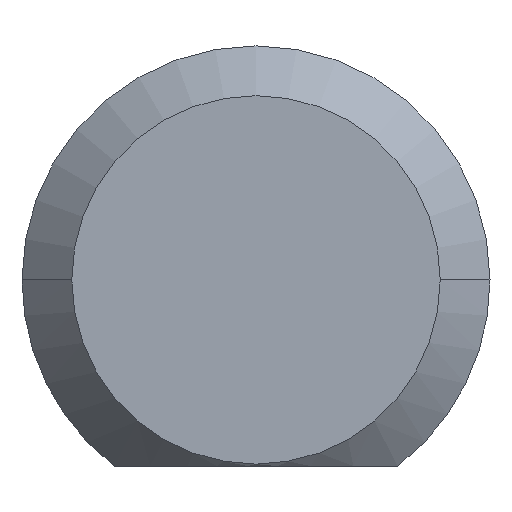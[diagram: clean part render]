
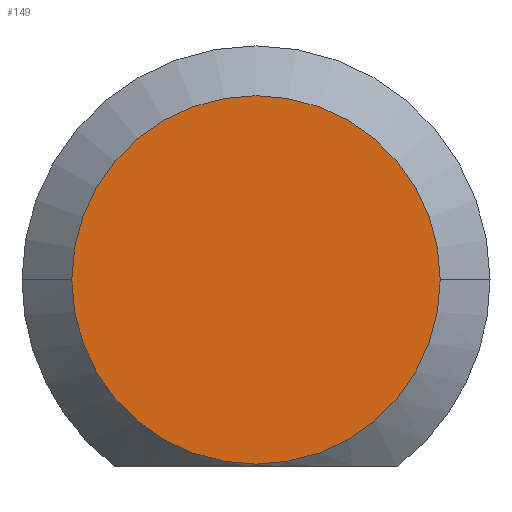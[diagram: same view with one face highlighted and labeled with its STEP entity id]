
A CAD part, front view. The second image highlights one B-rep face of the part: STEP entity #149.
In plain terms, the highlighted planar face has unit normal (0, -1, 0).
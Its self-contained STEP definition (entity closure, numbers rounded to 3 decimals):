
#17=PLANE('',#167);
#27=FACE_OUTER_BOUND('',#37,.T.);
#37=EDGE_LOOP('',(#117,#118));
#64=CIRCLE('',#166,1.85);
#65=CIRCLE('',#168,1.85);
#77=VERTEX_POINT('',#250);
#78=VERTEX_POINT('',#251);
#91=EDGE_CURVE('',#77,#78,#64,.T.);
#94=EDGE_CURVE('',#78,#77,#65,.T.);
#117=ORIENTED_EDGE('',*,*,#91,.F.);
#118=ORIENTED_EDGE('',*,*,#94,.F.);
#149=ADVANCED_FACE('',(#27),#17,.T.);
#166=AXIS2_PLACEMENT_3D('',#252,#202,#203);
#167=AXIS2_PLACEMENT_3D('',#255,#206,#207);
#168=AXIS2_PLACEMENT_3D('',#256,#208,#209);
#202=DIRECTION('center_axis',(0.,1.,0.));
#203=DIRECTION('ref_axis',(-1.,0.,0.));
#206=DIRECTION('center_axis',(0.,-1.,0.));
#207=DIRECTION('ref_axis',(1.,0.,0.));
#208=DIRECTION('center_axis',(0.,1.,0.));
#209=DIRECTION('ref_axis',(-1.,0.,0.));
#250=CARTESIAN_POINT('',(71.226,-72.258,-450.522));
#251=CARTESIAN_POINT('',(74.926,-72.258,-450.522));
#252=CARTESIAN_POINT('Origin',(73.076,-72.258,-450.522));
#255=CARTESIAN_POINT('Origin',(73.076,-72.258,-450.522));
#256=CARTESIAN_POINT('Origin',(73.076,-72.258,-450.522));
